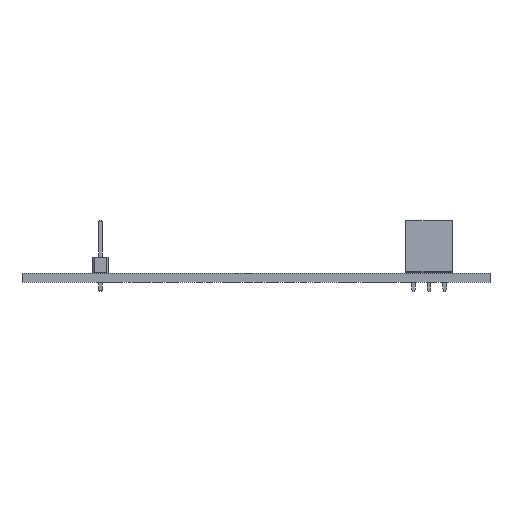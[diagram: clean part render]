
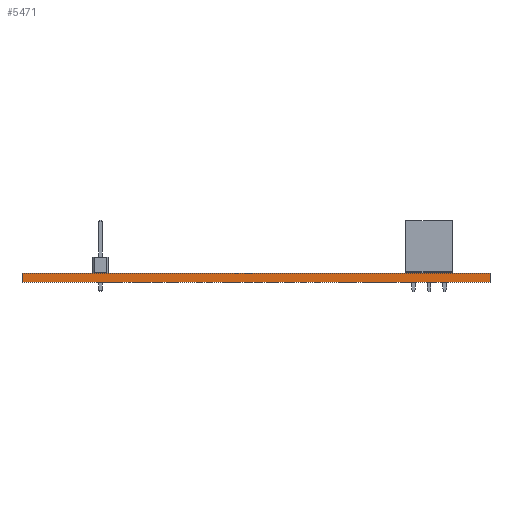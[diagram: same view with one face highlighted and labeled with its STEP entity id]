
A CAD part, front view. The second image highlights one B-rep face of the part: STEP entity #5471.
In plain terms, the highlighted planar face has unit normal (0, -1, 0).
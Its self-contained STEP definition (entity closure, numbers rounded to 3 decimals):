
#5471 = ADVANCED_FACE('',(#5472),#5506,.T.);
#5472 = FACE_BOUND('',#5473,.T.);
#5473 = EDGE_LOOP('',(#5474,#5484,#5492,#5500));
#5474 = ORIENTED_EDGE('',*,*,#5475,.T.);
#5475 = EDGE_CURVE('',#5476,#5478,#5480,.T.);
#5476 = VERTEX_POINT('',#5477);
#5477 = CARTESIAN_POINT('',(147.286,-127.206,0.));
#5478 = VERTEX_POINT('',#5479);
#5479 = CARTESIAN_POINT('',(147.286,-127.206,1.51));
#5480 = LINE('',#5481,#5482);
#5481 = CARTESIAN_POINT('',(147.286,-127.206,0.));
#5482 = VECTOR('',#5483,1.);
#5483 = DIRECTION('',(0.,0.,1.));
#5484 = ORIENTED_EDGE('',*,*,#5485,.T.);
#5485 = EDGE_CURVE('',#5478,#5486,#5488,.T.);
#5486 = VERTEX_POINT('',#5487);
#5487 = CARTESIAN_POINT('',(71.,-127.206,1.51));
#5488 = LINE('',#5489,#5490);
#5489 = CARTESIAN_POINT('',(147.286,-127.206,1.51));
#5490 = VECTOR('',#5491,1.);
#5491 = DIRECTION('',(-1.,0.,0.));
#5492 = ORIENTED_EDGE('',*,*,#5493,.F.);
#5493 = EDGE_CURVE('',#5494,#5486,#5496,.T.);
#5494 = VERTEX_POINT('',#5495);
#5495 = CARTESIAN_POINT('',(71.,-127.206,0.));
#5496 = LINE('',#5497,#5498);
#5497 = CARTESIAN_POINT('',(71.,-127.206,0.));
#5498 = VECTOR('',#5499,1.);
#5499 = DIRECTION('',(0.,0.,1.));
#5500 = ORIENTED_EDGE('',*,*,#5501,.F.);
#5501 = EDGE_CURVE('',#5476,#5494,#5502,.T.);
#5502 = LINE('',#5503,#5504);
#5503 = CARTESIAN_POINT('',(147.286,-127.206,0.));
#5504 = VECTOR('',#5505,1.);
#5505 = DIRECTION('',(-1.,0.,0.));
#5506 = PLANE('',#5507);
#5507 = AXIS2_PLACEMENT_3D('',#5508,#5509,#5510);
#5508 = CARTESIAN_POINT('',(147.286,-127.206,0.));
#5509 = DIRECTION('',(0.,-1.,0.));
#5510 = DIRECTION('',(-1.,0.,0.));
